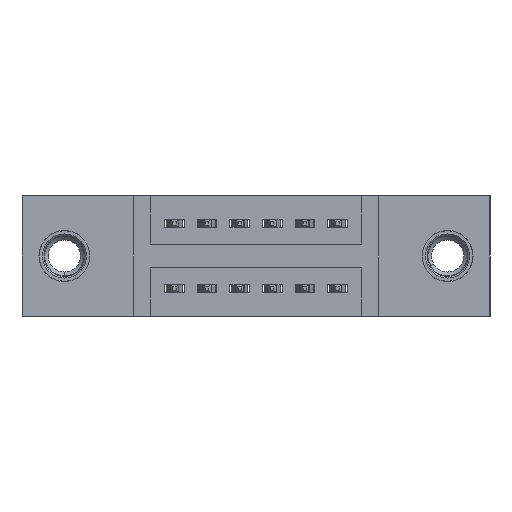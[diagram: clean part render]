
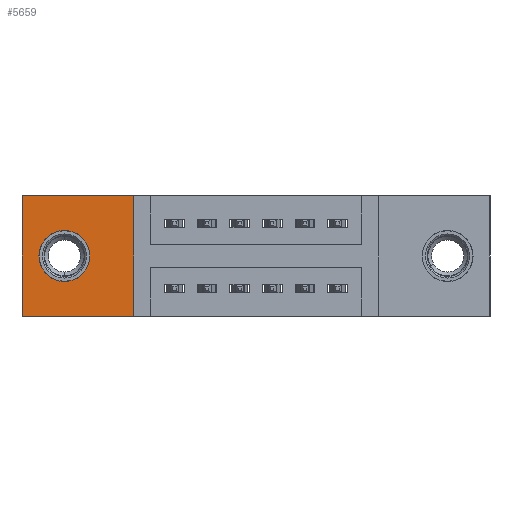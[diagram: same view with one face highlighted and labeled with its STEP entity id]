
A CAD part, front view. The second image highlights one B-rep face of the part: STEP entity #5659.
In plain terms, the highlighted planar face has unit normal (0, -1, 0).
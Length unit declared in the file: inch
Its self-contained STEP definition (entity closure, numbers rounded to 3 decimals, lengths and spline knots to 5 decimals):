
#9 = CARTESIAN_POINT ( 'NONE',  ( 0.3425, 0.17, 0. ) ) ;
#93 = VECTOR ( 'NONE', #6250, 39.37008 ) ;
#174 = VECTOR ( 'NONE', #9172, 39.37008 ) ;
#211 = DIRECTION ( 'NONE',  ( 0., 0., -1. ) ) ;
#402 = CARTESIAN_POINT ( 'NONE',  ( 0.13, 0.17, -0.263 ) ) ;
#606 = VECTOR ( 'NONE', #3092, 39.37008 ) ;
#1214 = EDGE_CURVE ( 'NONE', #8593, #1841, #6954, .T. ) ;
#1356 = VECTOR ( 'NONE', #9997, 39.37008 ) ;
#1445 = EDGE_CURVE ( 'NONE', #1632, #8726, #8774, .T. ) ;
#1632 = VERTEX_POINT ( 'NONE', #9424 ) ;
#1707 = EDGE_CURVE ( 'NONE', #4949, #8593, #3636, .T. ) ;
#1731 = PLANE ( 'NONE',  #7557 ) ;
#1841 = VERTEX_POINT ( 'NONE', #9268 ) ;
#1967 = EDGE_LOOP ( 'NONE', ( #2089, #6593 ) ) ;
#2089 = ORIENTED_EDGE ( 'NONE', *, *, #1445, .F. ) ;
#2356 = EDGE_CURVE ( 'NONE', #1841, #10777, #5235, .T. ) ;
#2361 = ORIENTED_EDGE ( 'NONE', *, *, #2356, .T. ) ;
#2484 = CIRCLE ( 'NONE', #4132, 0.078 ) ;
#2546 = LINE ( 'NONE', #9334, #174 ) ;
#2602 = DIRECTION ( 'NONE',  ( 0., 0., -1. ) ) ;
#2668 = EDGE_CURVE ( 'NONE', #10777, #4949, #2546, .T. ) ;
#3092 = DIRECTION ( 'NONE',  ( 0., 0., 1. ) ) ;
#3130 = CARTESIAN_POINT ( 'NONE',  ( 0.3425, 0.17, 0. ) ) ;
#3172 = FACE_OUTER_BOUND ( 'NONE', #9343, .T. ) ;
#3373 = CARTESIAN_POINT ( 'NONE',  ( 0., 0.17, 0. ) ) ;
#3385 = DIRECTION ( 'NONE',  ( 0., 0., -1. ) ) ;
#3430 = CARTESIAN_POINT ( 'NONE',  ( 0.13, 0.17, -0.185 ) ) ;
#3636 = LINE ( 'NONE', #10455, #1356 ) ;
#4132 = AXIS2_PLACEMENT_3D ( 'NONE', #10323, #5415, #211 ) ;
#4390 = DIRECTION ( 'NONE',  ( 0., -1., 0. ) ) ;
#4949 = VERTEX_POINT ( 'NONE', #3373 ) ;
#5235 = LINE ( 'NONE', #3130, #606 ) ;
#5241 = CARTESIAN_POINT ( 'NONE',  ( 0., 0.17, -0.37 ) ) ;
#5411 = CARTESIAN_POINT ( 'NONE',  ( 0., 0.17, -0.37 ) ) ;
#5415 = DIRECTION ( 'NONE',  ( 0., -1., 0. ) ) ;
#5659 = ADVANCED_FACE ( 'NONE', ( #9533, #3172 ), #1731, .T. ) ;
#5997 = CARTESIAN_POINT ( 'NONE',  ( 0., 0.17, -0.37 ) ) ;
#6250 = DIRECTION ( 'NONE',  ( 1., 0., 0. ) ) ;
#6322 = EDGE_CURVE ( 'NONE', #8726, #1632, #2484, .T. ) ;
#6593 = ORIENTED_EDGE ( 'NONE', *, *, #6322, .F. ) ;
#6839 = ORIENTED_EDGE ( 'NONE', *, *, #2668, .T. ) ;
#6954 = LINE ( 'NONE', #5241, #93 ) ;
#7557 = AXIS2_PLACEMENT_3D ( 'NONE', #5997, #7635, #2602 ) ;
#7635 = DIRECTION ( 'NONE',  ( 0., -1., 0. ) ) ;
#8005 = AXIS2_PLACEMENT_3D ( 'NONE', #3430, #4390, #3385 ) ;
#8593 = VERTEX_POINT ( 'NONE', #5411 ) ;
#8726 = VERTEX_POINT ( 'NONE', #402 ) ;
#8774 = CIRCLE ( 'NONE', #8005, 0.078 ) ;
#8798 = ORIENTED_EDGE ( 'NONE', *, *, #1707, .T. ) ;
#9172 = DIRECTION ( 'NONE',  ( -1., 0., 0. ) ) ;
#9268 = CARTESIAN_POINT ( 'NONE',  ( 0.3425, 0.17, -0.37 ) ) ;
#9334 = CARTESIAN_POINT ( 'NONE',  ( 0., 0.17, 0. ) ) ;
#9343 = EDGE_LOOP ( 'NONE', ( #8798, #10906, #2361, #6839 ) ) ;
#9424 = CARTESIAN_POINT ( 'NONE',  ( 0.13, 0.17, -0.107 ) ) ;
#9533 = FACE_BOUND ( 'NONE', #1967, .T. ) ;
#9997 = DIRECTION ( 'NONE',  ( 0., 0., -1. ) ) ;
#10323 = CARTESIAN_POINT ( 'NONE',  ( 0.13, 0.17, -0.185 ) ) ;
#10455 = CARTESIAN_POINT ( 'NONE',  ( 0., 0.17, 0. ) ) ;
#10777 = VERTEX_POINT ( 'NONE', #9 ) ;
#10906 = ORIENTED_EDGE ( 'NONE', *, *, #1214, .T. ) ;
